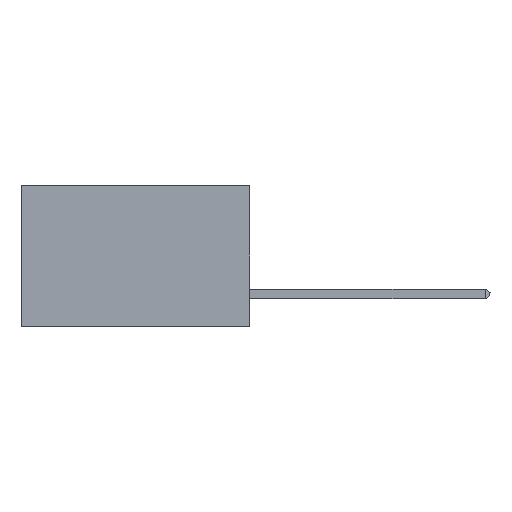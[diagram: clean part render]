
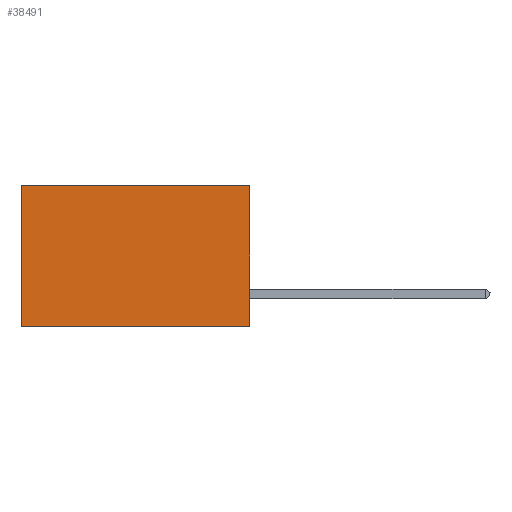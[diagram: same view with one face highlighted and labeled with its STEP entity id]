
A CAD part, left-side view. The second image highlights one B-rep face of the part: STEP entity #38491.
In plain terms, the highlighted planar face has unit normal (-1, 0, 0).
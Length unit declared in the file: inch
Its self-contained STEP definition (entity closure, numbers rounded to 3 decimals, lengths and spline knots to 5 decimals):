
#4999 = FACE_OUTER_BOUND ( 'NONE', #17253, .T. ) ;
#5916 = ORIENTED_EDGE ( 'NONE', *, *, #31646, .F. ) ;
#6291 = VERTEX_POINT ( 'NONE', #33167 ) ;
#6295 = EDGE_CURVE ( 'NONE', #6291, #32822, #7496, .T. ) ;
#7496 = LINE ( 'NONE', #11067, #31875 ) ;
#7755 = ORIENTED_EDGE ( 'NONE', *, *, #35573, .T. ) ;
#9041 = LINE ( 'NONE', #23462, #11042 ) ;
#11042 = VECTOR ( 'NONE', #20278, 39.37008 ) ;
#11067 = CARTESIAN_POINT ( 'NONE',  ( 0.2875, 0.6, 0. ) ) ;
#11341 = DIRECTION ( 'NONE',  ( 0., 0., -1. ) ) ;
#11898 = VERTEX_POINT ( 'NONE', #41057 ) ;
#13266 = ORIENTED_EDGE ( 'NONE', *, *, #20813, .F. ) ;
#17181 = VECTOR ( 'NONE', #18347, 39.37008 ) ;
#17253 = EDGE_LOOP ( 'NONE', ( #39353, #13266, #5916, #7755 ) ) ;
#18347 = DIRECTION ( 'NONE',  ( 0., 1., 0. ) ) ;
#19644 = AXIS2_PLACEMENT_3D ( 'NONE', #35607, #31426, #19753 ) ;
#19753 = DIRECTION ( 'NONE',  ( 0., 0., -1. ) ) ;
#20278 = DIRECTION ( 'NONE',  ( 0., 1., 0. ) ) ;
#20523 = DIRECTION ( 'NONE',  ( 0., 0., -1. ) ) ;
#20813 = EDGE_CURVE ( 'NONE', #11898, #32822, #9041, .T. ) ;
#23462 = CARTESIAN_POINT ( 'NONE',  ( 0.2875, 0., -0.37 ) ) ;
#23575 = CARTESIAN_POINT ( 'NONE',  ( 0.2875, 0., 0. ) ) ;
#25467 = LINE ( 'NONE', #23575, #39431 ) ;
#27659 = CARTESIAN_POINT ( 'NONE',  ( 0.2875, 0., 0. ) ) ;
#29158 = LINE ( 'NONE', #27659, #17181 ) ;
#29209 = PLANE ( 'NONE',  #19644 ) ;
#31426 = DIRECTION ( 'NONE',  ( 1., 0., 0. ) ) ;
#31646 = EDGE_CURVE ( 'NONE', #39394, #11898, #25467, .T. ) ;
#31875 = VECTOR ( 'NONE', #20523, 39.37008 ) ;
#32822 = VERTEX_POINT ( 'NONE', #39082 ) ;
#33167 = CARTESIAN_POINT ( 'NONE',  ( 0.2875, 0.6, 0. ) ) ;
#35573 = EDGE_CURVE ( 'NONE', #39394, #6291, #29158, .T. ) ;
#35607 = CARTESIAN_POINT ( 'NONE',  ( 0.2875, 0., 0. ) ) ;
#38491 = ADVANCED_FACE ( 'NONE', ( #4999 ), #29209, .F. ) ;
#39082 = CARTESIAN_POINT ( 'NONE',  ( 0.2875, 0.6, -0.37 ) ) ;
#39353 = ORIENTED_EDGE ( 'NONE', *, *, #6295, .T. ) ;
#39394 = VERTEX_POINT ( 'NONE', #40754 ) ;
#39431 = VECTOR ( 'NONE', #11341, 39.37008 ) ;
#40754 = CARTESIAN_POINT ( 'NONE',  ( 0.2875, 0., 0. ) ) ;
#41057 = CARTESIAN_POINT ( 'NONE',  ( 0.2875, 0., -0.37 ) ) ;
